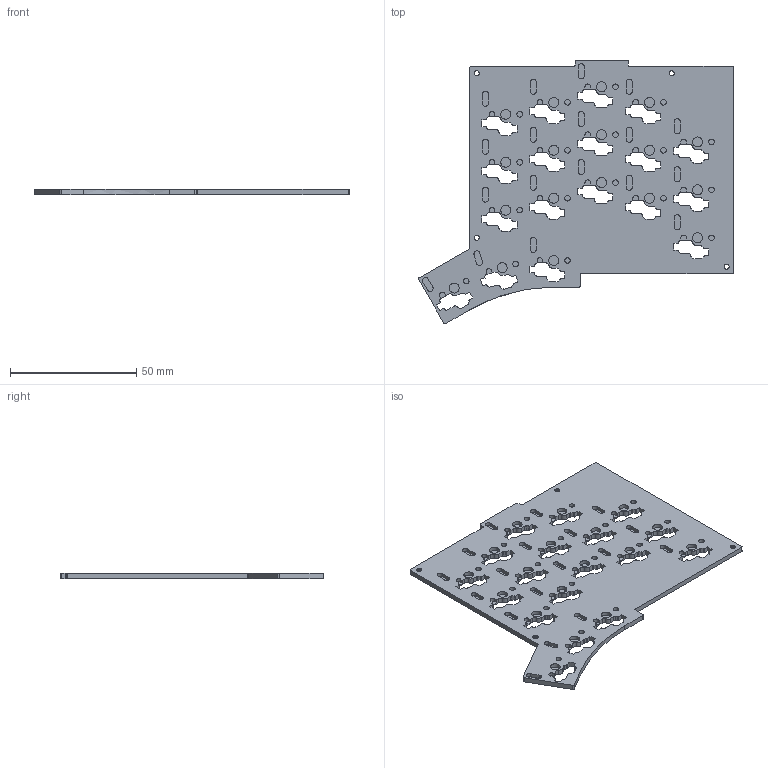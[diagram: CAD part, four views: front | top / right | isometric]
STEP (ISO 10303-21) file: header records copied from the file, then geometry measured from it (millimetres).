
FILE_DESCRIPTION(/* description */ (''),/* implementation_level */ '2;1');
FILE_NAME(/* name */ 'enclosure-unified.step',/* time_stamp */ '2024-10-14T21:44:56-04:00',/* author */ (''),/* organization */ (''),/* preprocessor_version */ 'ST-DEVELOPER v20',/* originating_system */ 'Autodesk Translation Framework v13.20.0.188',/* authorisation */ '');
FILE_SCHEMA (('AUTOMOTIVE_DESIGN { 1 0 10303 214 3 1 1 }'));
Length unit declared in the file: millimetre
Products named in the file (1): Enclosure Unified
Bounding box: 124.84 x 104.51 x 2 mm (x, y, z)
Volume: 15439.8 mm3; surface area: 19660.6 mm2
Topology: 1 solids, 1 shells, 796 faces, 2212 edges, 1472 vertices
Faces by surface type: plane 483, cylinder 308, cone 4, bspline 1
Full cylindrical faces by diameter (mm): 2 x4, 2.202 x18, 3.929 x18, 4 x4
Entity records: 25688 total; most frequent: CARTESIAN_POINT 4506, DIRECTION 4436, ORIENTED_EDGE 4424, EDGE_CURVE 2212, LINE 1576, VECTOR 1576, VERTEX_POINT 1472, AXIS2_PLACEMENT_3D 1430
